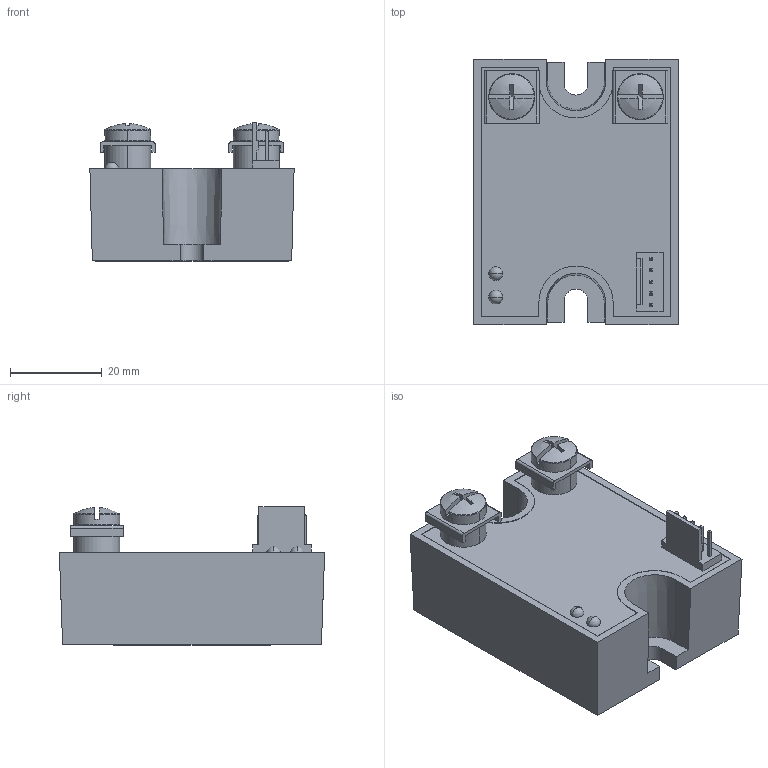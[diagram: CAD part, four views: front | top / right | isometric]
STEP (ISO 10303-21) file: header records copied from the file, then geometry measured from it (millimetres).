
FILE_DESCRIPTION((''),'2;1');
FILE_NAME('CGI1424-00.stp','2018-05-04T08:57:10',(''),(''),'Mechanical Desktop 2011','Mechanical Desktop 2011',', , ');
FILE_SCHEMA(('AUTOMOTIVE_DESIGN { 1 2 10303 214 1 1 1 1 }'));
Length unit declared in the file: millimetre
Products named in the file (3): Product; CGI1424-00-3D; xxx
Bounding box: 44.5 x 57.8 x 30.2 mm (x, y, z)
Volume: 47907.9 mm3; surface area: 11581.4 mm2
Topology: 3 solids, 3 shells, 211 faces, 532 edges, 344 vertices
Faces by surface type: plane 159, bspline 36, sphere 8, cylinder 7, cone 1
Entity records: 6759 total; most frequent: CARTESIAN_POINT 1680, ORIENTED_EDGE 1056, DIRECTION 972, EDGE_CURVE 528, VECTOR 428, LINE 428, VERTEX_POINT 344, AXIS2_PLACEMENT_3D 272
